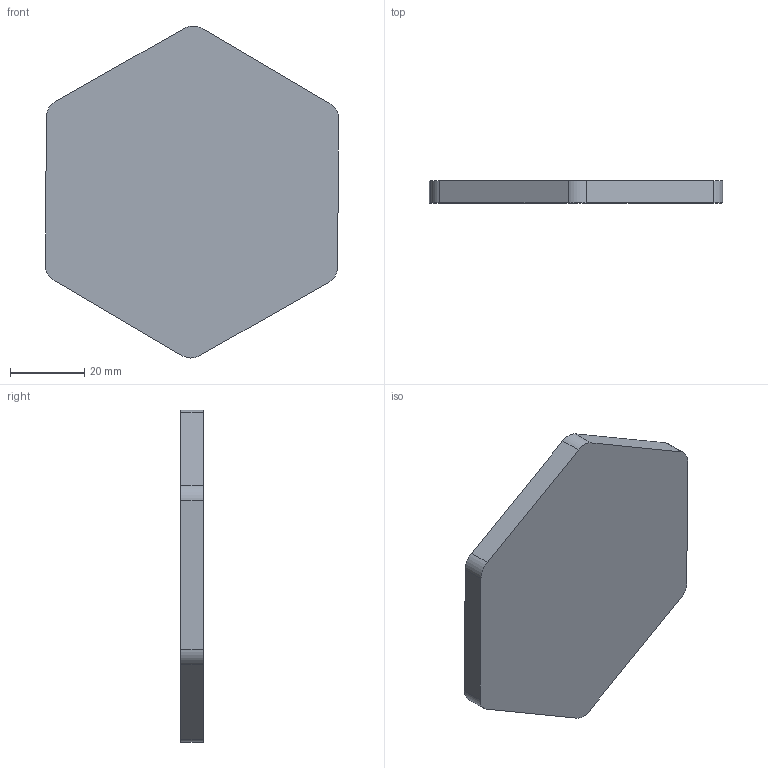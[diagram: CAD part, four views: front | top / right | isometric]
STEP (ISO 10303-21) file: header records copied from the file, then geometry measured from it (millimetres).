
FILE_DESCRIPTION (( 'STEP AP214' ), '1' );
FILE_NAME ('Badge.STEP', '2021-05-24T10:55:34', ( '' ), ( '' ), 'SwSTEP 2.0', 'SolidWorks 2020', '' );
FILE_SCHEMA (( 'AUTOMOTIVE_DESIGN' ));
Length unit declared in the file: millimetre
Products named in the file (1): Badge
Bounding box: 79.27 x 6 x 89.71 mm (x, y, z)
Volume: 24859.1 mm3; surface area: 14104.5 mm2
Topology: 1 solids, 1 shells, 135 faces, 372 edges, 248 vertices
Faces by surface type: cylinder 84, plane 51
Entity records: 4661 total; most frequent: DIRECTION 812, CARTESIAN_POINT 756, ORIENTED_EDGE 744, EDGE_CURVE 372, AXIS2_PLACEMENT_3D 304, VERTEX_POINT 248, LINE 204, VECTOR 204
